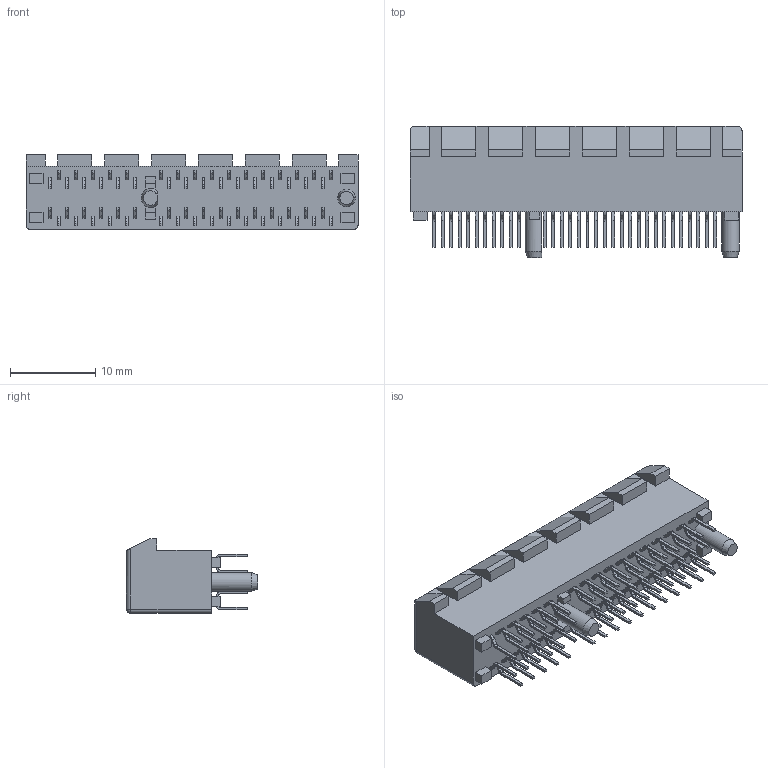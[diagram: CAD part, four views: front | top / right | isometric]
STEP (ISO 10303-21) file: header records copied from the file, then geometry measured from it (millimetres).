
FILE_DESCRIPTION((''),'2;1');
FILE_NAME('64P-C','2019-09-06T',('KumarP'),('AFCI'),'CREO PARAMETRIC BY PTC INC, 2016130','CREO PARAMETRIC BY PTC INC, 2016130','');
FILE_SCHEMA(('CONFIG_CONTROL_DESIGN'));
Length unit declared in the file: millimetre
Products named in the file (1): 64P-C
Bounding box: 39 x 15.4 x 8.8 mm (x, y, z)
Volume: 2583.8 mm3; surface area: 2797.3 mm2
Topology: 1 solids, 1 shells, 1074 faces, 3097 edges, 2097 vertices
Faces by surface type: plane 677, cylinder 392, cone 3, sphere 2
Entity records: 35854 total; most frequent: CARTESIAN_POINT 6299, ORIENTED_EDGE 6194, DIRECTION 6161, EDGE_CURVE 3097, VECTOR 2173, LINE 2173, VERTEX_POINT 2097, AXIS2_PLACEMENT_3D 1994
